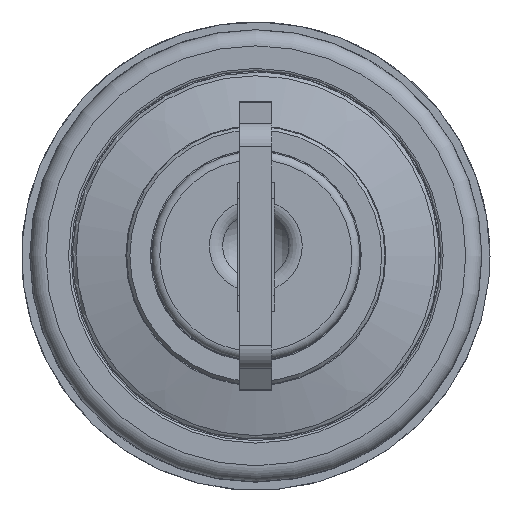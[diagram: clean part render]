
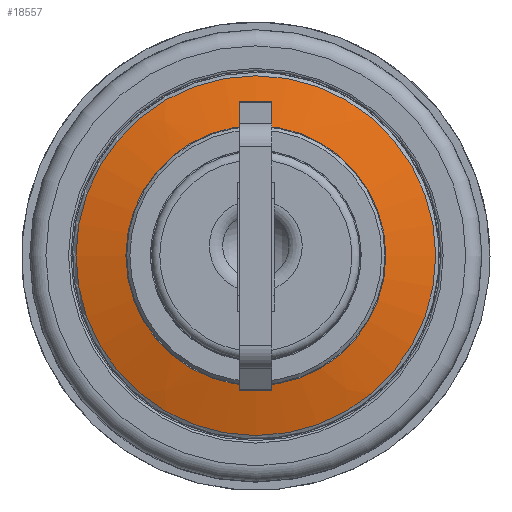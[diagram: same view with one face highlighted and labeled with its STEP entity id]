
A CAD part, top view. The second image highlights one B-rep face of the part: STEP entity #18557.
In plain terms, the highlighted spherical face has radius 37.5 mm.
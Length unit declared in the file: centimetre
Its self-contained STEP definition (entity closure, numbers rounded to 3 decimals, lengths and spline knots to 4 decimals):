
#25=SPHERICAL_SURFACE('',#19755,3.75);
#5002=FACE_BOUND('',#6814,.T.);
#5782=FACE_OUTER_BOUND('',#6813,.T.);
#6813=EDGE_LOOP('',(#16585));
#6814=EDGE_LOOP('',(#16586));
#7286=CIRCLE('',#19752,0.805);
#7287=CIRCLE('',#19756,1.1139);
#9254=VERTEX_POINT('',#30179);
#9255=VERTEX_POINT('',#30184);
#11765=EDGE_CURVE('',#9254,#9254,#7286,.T.);
#11766=EDGE_CURVE('',#9255,#9255,#7287,.T.);
#16585=ORIENTED_EDGE('',*,*,#11766,.F.);
#16586=ORIENTED_EDGE('',*,*,#11765,.T.);
#18557=ADVANCED_FACE('',(#5782,#5002),#25,.T.);
#19752=AXIS2_PLACEMENT_3D('',#30180,#23910,#23911);
#19755=AXIS2_PLACEMENT_3D('',#30183,#23916,#23917);
#19756=AXIS2_PLACEMENT_3D('',#30185,#23918,#23919);
#23910=DIRECTION('center_axis',(0.,0.,
-1.));
#23911=DIRECTION('ref_axis',(0.,1.,0.));
#23916=DIRECTION('center_axis',(1.,0.,0.));
#23917=DIRECTION('ref_axis',(0.,1.,0.));
#23918=DIRECTION('center_axis',(0.,0.,
-1.));
#23919=DIRECTION('ref_axis',(0.,1.,0.));
#30179=CARTESIAN_POINT('',(-0.0163,0.805,3.6512));
#30180=CARTESIAN_POINT('Origin',(-0.0163,0.,
3.6512));
#30183=CARTESIAN_POINT('Origin',(-0.0163,0.,
-0.0114));
#30184=CARTESIAN_POINT('',(-0.0163,1.1139,3.5693));
#30185=CARTESIAN_POINT('Origin',(-0.0163,0.,
3.5693));
